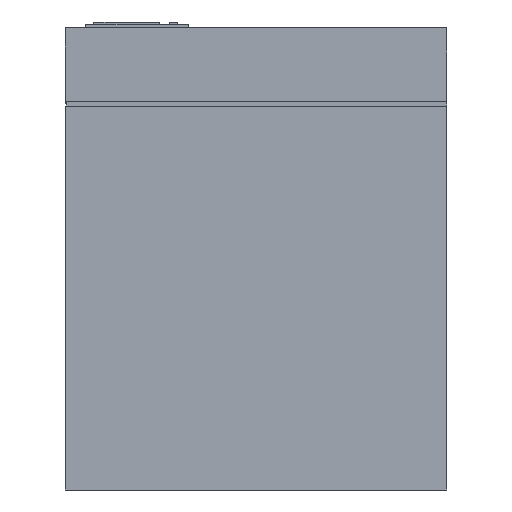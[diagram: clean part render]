
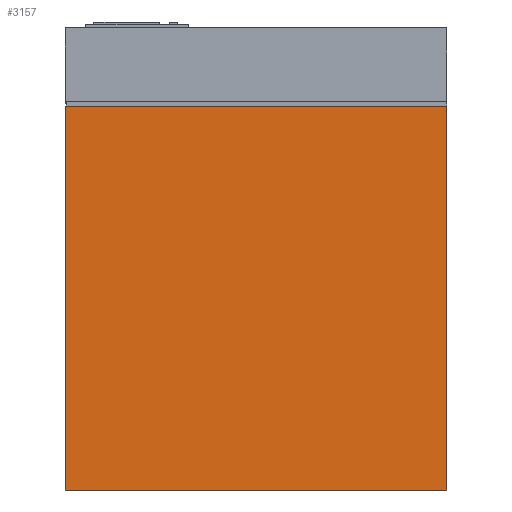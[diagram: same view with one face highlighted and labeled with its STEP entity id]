
A CAD part, left-side view. The second image highlights one B-rep face of the part: STEP entity #3157.
In plain terms, the highlighted planar face has unit normal (-1, 0, 0).
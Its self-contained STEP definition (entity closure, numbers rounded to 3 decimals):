
#27 = DIRECTION ( 'NONE',  ( 1., 0., 0. ) ) ;
#59 = PLANE ( 'NONE',  #2618 ) ;
#293 = ORIENTED_EDGE ( 'NONE', *, *, #310, .T. ) ;
#304 = DIRECTION ( 'NONE',  ( 0., 0., -1. ) ) ;
#310 = EDGE_CURVE ( 'NONE', #4484, #3379, #1760, .T. ) ;
#356 = VECTOR ( 'NONE', #2093, 1000. ) ;
#411 = CARTESIAN_POINT ( 'NONE',  ( -95., -165., 332.047 ) ) ;
#644 = CARTESIAN_POINT ( 'NONE',  ( -95., -165., 0. ) ) ;
#734 = CARTESIAN_POINT ( 'NONE',  ( -95., -165., 0. ) ) ;
#806 = DIRECTION ( 'NONE',  ( 0., 1., 0. ) ) ;
#995 = CARTESIAN_POINT ( 'NONE',  ( -95., 165., 0. ) ) ;
#998 = EDGE_LOOP ( 'NONE', ( #1558, #1595, #293, #2684 ) ) ;
#1190 = CARTESIAN_POINT ( 'NONE',  ( -95., -165., 400. ) ) ;
#1223 = CARTESIAN_POINT ( 'NONE',  ( -95., 165., 332.047 ) ) ;
#1386 = VECTOR ( 'NONE', #4768, 1000. ) ;
#1558 = ORIENTED_EDGE ( 'NONE', *, *, #2246, .F. ) ;
#1595 = ORIENTED_EDGE ( 'NONE', *, *, #2481, .T. ) ;
#1760 = LINE ( 'NONE', #3256, #1386 ) ;
#1948 = DIRECTION ( 'NONE',  ( 0., 0., -1. ) ) ;
#2068 = LINE ( 'NONE', #3577, #2558 ) ;
#2093 = DIRECTION ( 'NONE',  ( 0., -1., 0. ) ) ;
#2246 = EDGE_CURVE ( 'NONE', #4579, #2381, #2068, .T. ) ;
#2381 = VERTEX_POINT ( 'NONE', #734 ) ;
#2481 = EDGE_CURVE ( 'NONE', #4579, #4484, #3816, .T. ) ;
#2558 = VECTOR ( 'NONE', #304, 1000. ) ;
#2618 = AXIS2_PLACEMENT_3D ( 'NONE', #1190, #27, #1948 ) ;
#2684 = ORIENTED_EDGE ( 'NONE', *, *, #3367, .T. ) ;
#2931 = LINE ( 'NONE', #644, #356 ) ;
#3114 = VECTOR ( 'NONE', #806, 1000. ) ;
#3157 = ADVANCED_FACE ( 'NONE', ( #3457 ), #59, .F. ) ;
#3256 = CARTESIAN_POINT ( 'NONE',  ( -95., 165., 400. ) ) ;
#3367 = EDGE_CURVE ( 'NONE', #3379, #2381, #2931, .T. ) ;
#3379 = VERTEX_POINT ( 'NONE', #995 ) ;
#3457 = FACE_OUTER_BOUND ( 'NONE', #998, .T. ) ;
#3577 = CARTESIAN_POINT ( 'NONE',  ( -95., -165., 400. ) ) ;
#3816 = LINE ( 'NONE', #4641, #3114 ) ;
#4484 = VERTEX_POINT ( 'NONE', #1223 ) ;
#4579 = VERTEX_POINT ( 'NONE', #411 ) ;
#4641 = CARTESIAN_POINT ( 'NONE',  ( -95., 164., 332.047 ) ) ;
#4768 = DIRECTION ( 'NONE',  ( 0., 0., -1. ) ) ;
